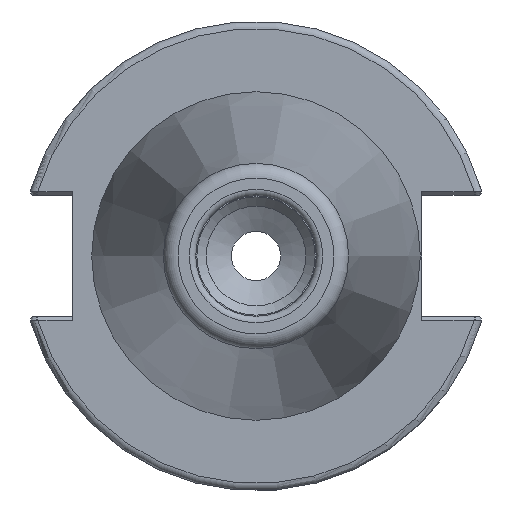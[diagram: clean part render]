
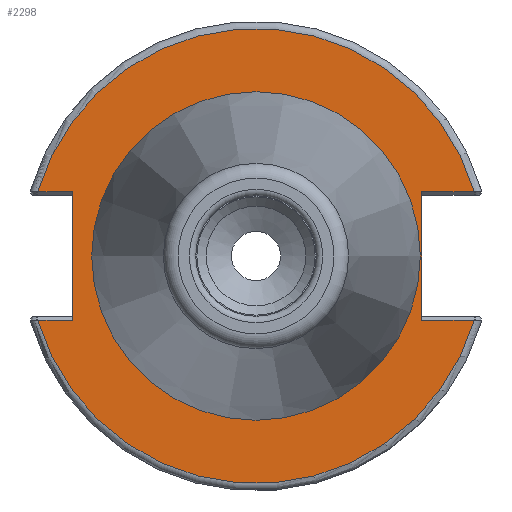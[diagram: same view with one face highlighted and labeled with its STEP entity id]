
A CAD part, left-side view. The second image highlights one B-rep face of the part: STEP entity #2298.
In plain terms, the highlighted planar face has unit normal (-1, 0, 0).
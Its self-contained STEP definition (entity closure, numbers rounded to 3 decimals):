
#135=FACE_BOUND('',#369,.T.);
#151=PLANE('',#2488);
#235=FACE_OUTER_BOUND('',#368,.T.);
#368=EDGE_LOOP('',(#1646,#1647,#1648,#1649,#1650,#1651,#1652,#1653));
#369=EDGE_LOOP('',(#1654,#1655));
#505=LINE('',#3586,#635);
#507=LINE('',#3654,#637);
#508=LINE('',#3656,#638);
#509=LINE('',#3660,#639);
#510=LINE('',#3662,#640);
#511=LINE('',#3663,#641);
#635=VECTOR('',#2830,10.);
#637=VECTOR('',#2848,10.);
#638=VECTOR('',#2849,10.);
#639=VECTOR('',#2852,10.);
#640=VECTOR('',#2853,10.);
#641=VECTOR('',#2854,10.);
#787=CIRCLE('',#2487,30.775);
#788=CIRCLE('',#2489,30.775);
#789=CIRCLE('',#2490,22.225);
#790=CIRCLE('',#2491,22.225);
#953=VERTEX_POINT('',#3579);
#956=VERTEX_POINT('',#3584);
#962=VERTEX_POINT('',#3632);
#964=VERTEX_POINT('',#3653);
#965=VERTEX_POINT('',#3655);
#966=VERTEX_POINT('',#3657);
#967=VERTEX_POINT('',#3659);
#968=VERTEX_POINT('',#3661);
#969=VERTEX_POINT('',#3664);
#970=VERTEX_POINT('',#3665);
#1218=EDGE_CURVE('',#956,#953,#505,.T.);
#1228=EDGE_CURVE('',#953,#962,#787,.T.);
#1231=EDGE_CURVE('',#956,#964,#507,.T.);
#1232=EDGE_CURVE('',#965,#964,#508,.T.);
#1233=EDGE_CURVE('',#966,#965,#788,.T.);
#1234=EDGE_CURVE('',#967,#966,#509,.T.);
#1235=EDGE_CURVE('',#967,#968,#510,.T.);
#1236=EDGE_CURVE('',#962,#968,#511,.T.);
#1237=EDGE_CURVE('',#969,#970,#789,.T.);
#1238=EDGE_CURVE('',#970,#969,#790,.T.);
#1646=ORIENTED_EDGE('',*,*,#1218,.F.);
#1647=ORIENTED_EDGE('',*,*,#1231,.T.);
#1648=ORIENTED_EDGE('',*,*,#1232,.F.);
#1649=ORIENTED_EDGE('',*,*,#1233,.F.);
#1650=ORIENTED_EDGE('',*,*,#1234,.F.);
#1651=ORIENTED_EDGE('',*,*,#1235,.T.);
#1652=ORIENTED_EDGE('',*,*,#1236,.F.);
#1653=ORIENTED_EDGE('',*,*,#1228,.F.);
#1654=ORIENTED_EDGE('',*,*,#1237,.T.);
#1655=ORIENTED_EDGE('',*,*,#1238,.T.);
#2298=ADVANCED_FACE('',(#235,#135),#151,.T.);
#2487=AXIS2_PLACEMENT_3D('',#3633,#2844,#2845);
#2488=AXIS2_PLACEMENT_3D('',#3652,#2846,#2847);
#2489=AXIS2_PLACEMENT_3D('',#3658,#2850,#2851);
#2490=AXIS2_PLACEMENT_3D('',#3666,#2855,#2856);
#2491=AXIS2_PLACEMENT_3D('',#3667,#2857,#2858);
#2830=DIRECTION('',(0.,-1.,0.));
#2844=DIRECTION('center_axis',(1.,0.,0.));
#2845=DIRECTION('ref_axis',(0.,0.,-1.));
#2846=DIRECTION('center_axis',(-1.,0.,0.));
#2847=DIRECTION('ref_axis',(0.,0.,1.));
#2848=DIRECTION('',(0.,0.,1.));
#2849=DIRECTION('',(0.,1.,0.));
#2850=DIRECTION('center_axis',(1.,0.,0.));
#2851=DIRECTION('ref_axis',(0.,0.,-1.));
#2852=DIRECTION('',(0.,1.,0.));
#2853=DIRECTION('',(0.,0.,-1.));
#2854=DIRECTION('',(0.,-1.,0.));
#2855=DIRECTION('center_axis',(1.,0.,0.));
#2856=DIRECTION('ref_axis',(0.,0.,-1.));
#2857=DIRECTION('center_axis',(1.,0.,0.));
#2858=DIRECTION('ref_axis',(0.,0.,-1.));
#3579=CARTESIAN_POINT('',(3.175,-29.523,-8.69));
#3584=CARTESIAN_POINT('',(3.175,-22.41,-8.69));
#3586=CARTESIAN_POINT('',(3.175,-4.878,-8.69));
#3632=CARTESIAN_POINT('',(3.175,29.523,-8.69));
#3633=CARTESIAN_POINT('Origin',(3.175,0.,
0.));
#3652=CARTESIAN_POINT('Origin',(3.175,30.775,0.));
#3653=CARTESIAN_POINT('',(3.175,-22.41,8.69));
#3654=CARTESIAN_POINT('',(3.175,-22.41,-4.095));
#3655=CARTESIAN_POINT('',(3.175,-29.523,8.69));
#3656=CARTESIAN_POINT('',(3.175,4.182,8.69));
#3657=CARTESIAN_POINT('',(3.175,29.523,8.69));
#3658=CARTESIAN_POINT('Origin',(3.175,0.,
0.));
#3659=CARTESIAN_POINT('',(3.175,24.8,8.69));
#3660=CARTESIAN_POINT('',(3.175,32.958,8.69));
#3661=CARTESIAN_POINT('',(3.175,24.8,-8.69));
#3662=CARTESIAN_POINT('',(3.175,24.8,4.095));
#3663=CARTESIAN_POINT('',(3.175,27.788,-8.69));
#3664=CARTESIAN_POINT('',(3.175,22.225,0.));
#3665=CARTESIAN_POINT('',(3.175,-22.225,0.));
#3666=CARTESIAN_POINT('Origin',(3.175,0.,
0.));
#3667=CARTESIAN_POINT('Origin',(3.175,0.,
0.));
